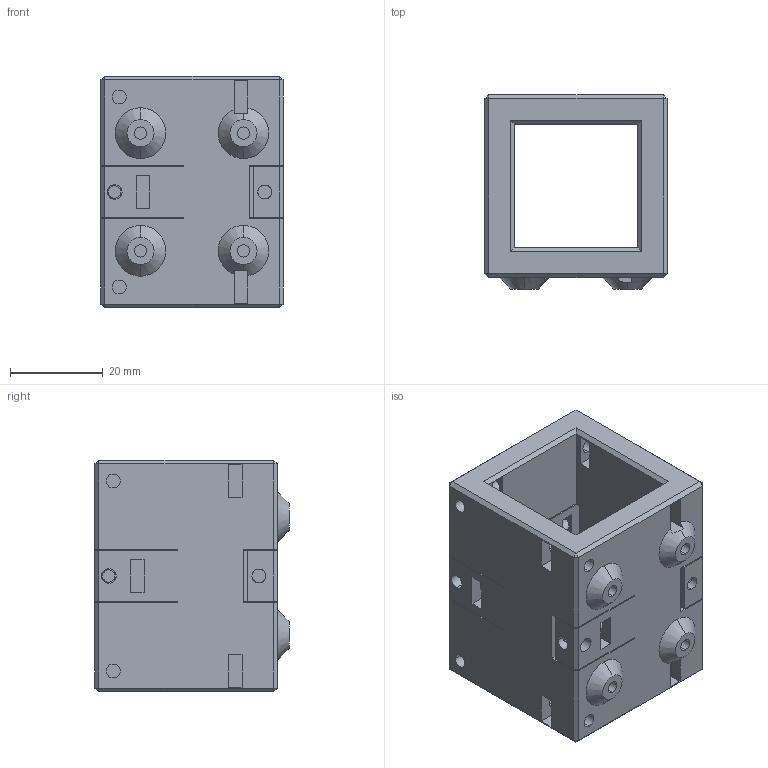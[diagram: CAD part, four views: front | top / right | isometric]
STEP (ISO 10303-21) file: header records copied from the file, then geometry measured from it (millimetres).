
FILE_DESCRIPTION (( 'STEP AP203' ), '1' );
FILE_NAME ('Slide_1inch.STEP', '2019-06-22T17:33:02', ( '' ), ( '' ), 'SwSTEP 2.0', 'SolidWorks 2011', '' );
FILE_SCHEMA (( 'CONFIG_CONTROL_DESIGN' ));
Length unit declared in the file: inch
Products named in the file (1): Slide_1inch
Bounding box: 39.37 x 41.91 x 50 mm (x, y, z)
Volume: 38581.5 mm3; surface area: 19777.4 mm2
Topology: 1 solids, 1 shells, 234 faces, 638 edges, 412 vertices
Faces by surface type: plane 146, cylinder 80, cone 8
Entity records: 8001 total; most frequent: CARTESIAN_POINT 1749, ORIENTED_EDGE 1276, DIRECTION 1244, EDGE_CURVE 638, VECTOR 454, LINE 454, VERTEX_POINT 412, AXIS2_PLACEMENT_3D 395
